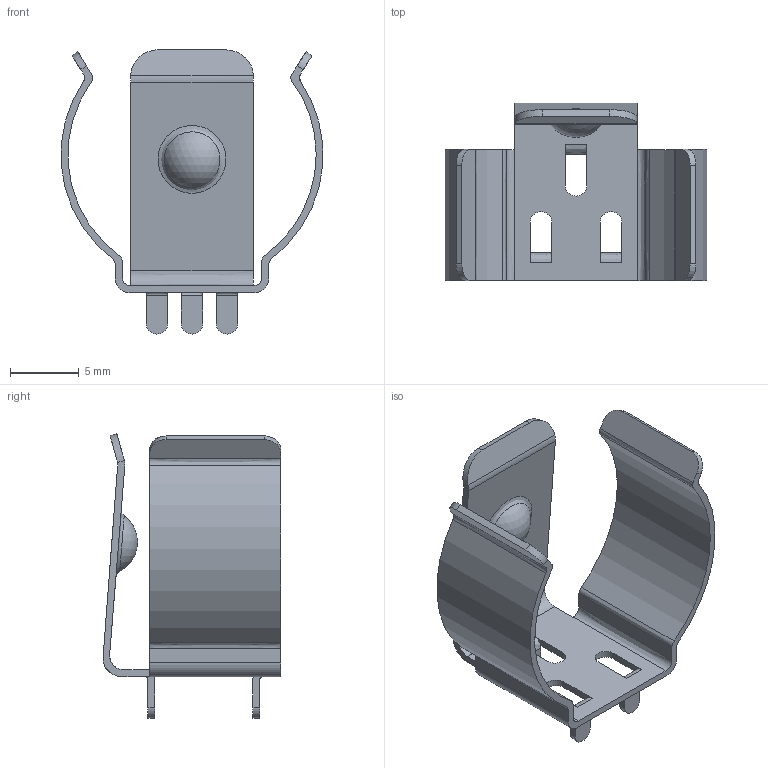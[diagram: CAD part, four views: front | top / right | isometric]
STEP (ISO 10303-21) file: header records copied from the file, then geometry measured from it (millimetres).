
FILE_DESCRIPTION(/* description */ (''),/* implementation_level */ '2;1');
FILE_NAME(/* name */ 'Battery_Holder_18650_Nickel.step',/* time_stamp */ '2021-06-11T23:37:29+08:00',/* author */ (''),/* organization */ (''),/* preprocessor_version */ 'ST-DEVELOPER v18.1',/* originating_system */ 'Autodesk Translation Framework v10.9.0.1377',/* authorisation */ '');
FILE_SCHEMA (('AUTOMOTIVE_DESIGN { 1 0 10303 214 3 1 1 }'));
Length unit declared in the file: millimetre
Products named in the file (1): Battery Holder 18650
Bounding box: 18.95 x 12.89 x 20.6 mm (x, y, z)
Volume: 316.6 mm3; surface area: 1368.1 mm2
Topology: 1 solids, 1 shells, 82 faces, 230 edges, 152 vertices
Faces by surface type: plane 40, bspline 28, cylinder 12, sphere 2
Entity records: 3758 total; most frequent: CARTESIAN_POINT 1893, ORIENTED_EDGE 460, DIRECTION 242, EDGE_CURVE 230, VERTEX_POINT 152, B_SPLINE_CURVE_WITH_KNOTS 122, EDGE_LOOP 90, LINE 84
